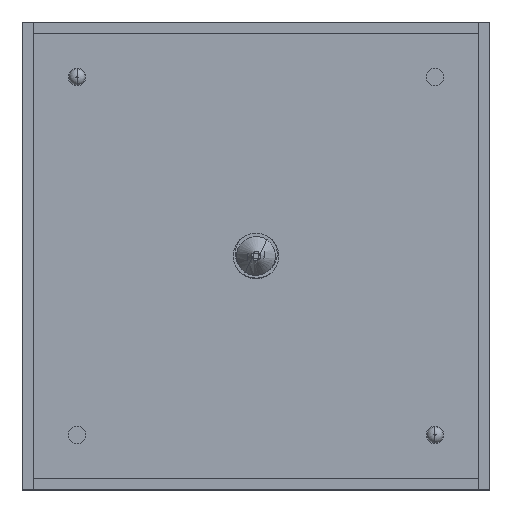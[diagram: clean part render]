
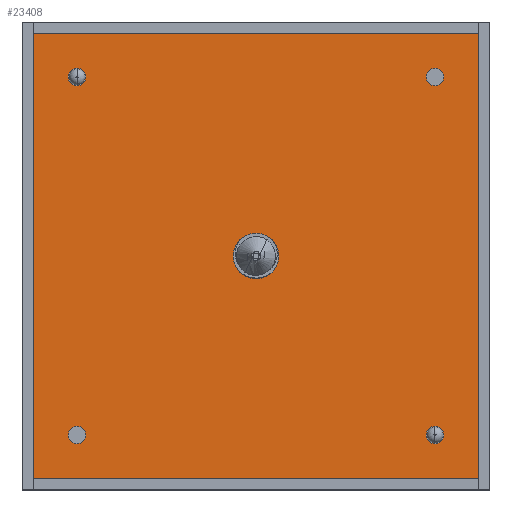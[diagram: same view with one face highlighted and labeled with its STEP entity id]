
A CAD part, front view. The second image highlights one B-rep face of the part: STEP entity #23408.
In plain terms, the highlighted planar face has unit normal (0, -1, 0).
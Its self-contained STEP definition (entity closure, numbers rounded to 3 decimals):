
#365 = AXIS2_PLACEMENT_3D ( 'NONE', #14979, #12718, #10145 ) ;
#609 = CARTESIAN_POINT ( 'NONE',  ( 51.001, 0., -48.501 ) ) ;
#693 = VERTEX_POINT ( 'NONE', #4327 ) ;
#872 = ORIENTED_EDGE ( 'NONE', *, *, #7030, .T. ) ;
#989 = VERTEX_POINT ( 'NONE', #609 ) ;
#998 = VERTEX_POINT ( 'NONE', #10815 ) ;
#1044 = EDGE_CURVE ( 'NONE', #14883, #17323, #12162, .T. ) ;
#1153 = DIRECTION ( 'NONE',  ( 0., 1., 0. ) ) ;
#1512 = AXIS2_PLACEMENT_3D ( 'NONE', #2557, #12728, #15682 ) ;
#1823 = PLANE ( 'NONE',  #33244 ) ;
#1844 = EDGE_CURVE ( 'NONE', #4511, #7746, #8927, .T. ) ;
#2192 = DIRECTION ( 'NONE',  ( 0., 0., 1. ) ) ;
#2504 = AXIS2_PLACEMENT_3D ( 'NONE', #17897, #28441, #4757 ) ;
#2557 = CARTESIAN_POINT ( 'NONE',  ( -51.001, 0., 51.001 ) ) ;
#2960 = ORIENTED_EDGE ( 'NONE', *, *, #7490, .F. ) ;
#3936 = VECTOR ( 'NONE', #16975, 1000. ) ;
#4036 = CARTESIAN_POINT ( 'NONE',  ( -51.001, 0., 48.501 ) ) ;
#4064 = CARTESIAN_POINT ( 'NONE',  ( 51.001, 0., 48.501 ) ) ;
#4156 = CIRCLE ( 'NONE', #2504, 6.5 ) ;
#4327 = CARTESIAN_POINT ( 'NONE',  ( 51.001, 0., -53.501 ) ) ;
#4511 = VERTEX_POINT ( 'NONE', #28802 ) ;
#4541 = AXIS2_PLACEMENT_3D ( 'NONE', #22058, #18155, #27938 ) ;
#4574 = DIRECTION ( 'NONE',  ( 0., 0., 1. ) ) ;
#4687 = EDGE_CURVE ( 'NONE', #693, #989, #9175, .T. ) ;
#4757 = DIRECTION ( 'NONE',  ( 0., 0., 1. ) ) ;
#4786 = CARTESIAN_POINT ( 'NONE',  ( -51.001, 0., -51.001 ) ) ;
#5112 = EDGE_CURVE ( 'NONE', #7175, #998, #4156, .T. ) ;
#5581 = CARTESIAN_POINT ( 'NONE',  ( 63.5, 0., 63.5 ) ) ;
#5809 = CARTESIAN_POINT ( 'NONE',  ( -63.5, 0., -63.5 ) ) ;
#6039 = CARTESIAN_POINT ( 'NONE',  ( -51.001, 0., 53.501 ) ) ;
#6125 = EDGE_LOOP ( 'NONE', ( #2960, #27806, #15354, #8730 ) ) ;
#6228 = DIRECTION ( 'NONE',  ( 0., 1., 0. ) ) ;
#6331 = DIRECTION ( 'NONE',  ( 0., 0., 1. ) ) ;
#6822 = FACE_BOUND ( 'NONE', #20303, .T. ) ;
#7030 = EDGE_CURVE ( 'NONE', #28892, #17457, #9495, .T. ) ;
#7063 = ORIENTED_EDGE ( 'NONE', *, *, #34044, .T. ) ;
#7175 = VERTEX_POINT ( 'NONE', #20321 ) ;
#7490 = EDGE_CURVE ( 'NONE', #18568, #14883, #19748, .T. ) ;
#7746 = VERTEX_POINT ( 'NONE', #29574 ) ;
#7994 = EDGE_CURVE ( 'NONE', #998, #7175, #14422, .T. ) ;
#8035 = CIRCLE ( 'NONE', #16863, 2.5 ) ;
#8189 = EDGE_LOOP ( 'NONE', ( #18055, #7063 ) ) ;
#8304 = CARTESIAN_POINT ( 'NONE',  ( 63.5, 0., -63.5 ) ) ;
#8415 = DIRECTION ( 'NONE',  ( 1., 0., 0. ) ) ;
#8730 = ORIENTED_EDGE ( 'NONE', *, *, #1044, .F. ) ;
#8811 = CARTESIAN_POINT ( 'NONE',  ( -51.001, 0., -51.001 ) ) ;
#8927 = CIRCLE ( 'NONE', #19426, 2.5 ) ;
#9175 = CIRCLE ( 'NONE', #365, 2.5 ) ;
#9495 = CIRCLE ( 'NONE', #4541, 2.5 ) ;
#9770 = FACE_BOUND ( 'NONE', #9794, .T. ) ;
#9794 = EDGE_LOOP ( 'NONE', ( #24493, #22436 ) ) ;
#9800 = DIRECTION ( 'NONE',  ( 0., 1., 0. ) ) ;
#9853 = DIRECTION ( 'NONE',  ( 0., 0., 1. ) ) ;
#9941 = EDGE_CURVE ( 'NONE', #7746, #4511, #30585, .T. ) ;
#10145 = DIRECTION ( 'NONE',  ( 0., 0., 1. ) ) ;
#10658 = AXIS2_PLACEMENT_3D ( 'NONE', #19741, #24757, #24408 ) ;
#10703 = ORIENTED_EDGE ( 'NONE', *, *, #33172, .T. ) ;
#10815 = CARTESIAN_POINT ( 'NONE',  ( 0., 0., -6.5 ) ) ;
#12112 = VERTEX_POINT ( 'NONE', #4064 ) ;
#12162 = LINE ( 'NONE', #17361, #29973 ) ;
#12175 = FACE_BOUND ( 'NONE', #14074, .T. ) ;
#12357 = CARTESIAN_POINT ( 'NONE',  ( 0., 0., 0. ) ) ;
#12718 = DIRECTION ( 'NONE',  ( 0., 1., 0. ) ) ;
#12728 = DIRECTION ( 'NONE',  ( 0., 1., 0. ) ) ;
#13261 = LINE ( 'NONE', #29337, #23961 ) ;
#13324 = VECTOR ( 'NONE', #14260, 1000. ) ;
#13701 = CARTESIAN_POINT ( 'NONE',  ( 63.5, 0., -63.5 ) ) ;
#13912 = CIRCLE ( 'NONE', #15566, 2.5 ) ;
#13989 = CARTESIAN_POINT ( 'NONE',  ( 51.001, 0., 53.501 ) ) ;
#14074 = EDGE_LOOP ( 'NONE', ( #10703, #22375 ) ) ;
#14252 = EDGE_CURVE ( 'NONE', #31873, #12112, #8035, .T. ) ;
#14260 = DIRECTION ( 'NONE',  ( 0., 0., 1. ) ) ;
#14422 = CIRCLE ( 'NONE', #28255, 6.5 ) ;
#14883 = VERTEX_POINT ( 'NONE', #8304 ) ;
#14979 = CARTESIAN_POINT ( 'NONE',  ( 51.001, 0., -51.001 ) ) ;
#15022 = ORIENTED_EDGE ( 'NONE', *, *, #20741, .T. ) ;
#15354 = ORIENTED_EDGE ( 'NONE', *, *, #23305, .F. ) ;
#15566 = AXIS2_PLACEMENT_3D ( 'NONE', #27249, #1153, #6331 ) ;
#15682 = DIRECTION ( 'NONE',  ( 0., 0., 1. ) ) ;
#15720 = CARTESIAN_POINT ( 'NONE',  ( -63.5, 0., 63.5 ) ) ;
#16863 = AXIS2_PLACEMENT_3D ( 'NONE', #17808, #28179, #9853 ) ;
#16975 = DIRECTION ( 'NONE',  ( 0., 0., -1. ) ) ;
#17094 = CARTESIAN_POINT ( 'NONE',  ( 0., 0., 0. ) ) ;
#17323 = VERTEX_POINT ( 'NONE', #24910 ) ;
#17361 = CARTESIAN_POINT ( 'NONE',  ( -63.5, 0., -63.5 ) ) ;
#17457 = VERTEX_POINT ( 'NONE', #6039 ) ;
#17785 = EDGE_CURVE ( 'NONE', #23822, #18568, #13261, .T. ) ;
#17808 = CARTESIAN_POINT ( 'NONE',  ( 51.001, 0., 51.001 ) ) ;
#17897 = CARTESIAN_POINT ( 'NONE',  ( 0., 0., 0. ) ) ;
#18055 = ORIENTED_EDGE ( 'NONE', *, *, #4687, .T. ) ;
#18155 = DIRECTION ( 'NONE',  ( 0., 1., 0. ) ) ;
#18568 = VERTEX_POINT ( 'NONE', #5581 ) ;
#19426 = AXIS2_PLACEMENT_3D ( 'NONE', #4786, #9800, #22945 ) ;
#19741 = CARTESIAN_POINT ( 'NONE',  ( 51.001, 0., -51.001 ) ) ;
#19748 = LINE ( 'NONE', #13701, #3936 ) ;
#20138 = FACE_BOUND ( 'NONE', #8189, .T. ) ;
#20301 = DIRECTION ( 'NONE',  ( -1., 0., 0. ) ) ;
#20303 = EDGE_LOOP ( 'NONE', ( #872, #15022 ) ) ;
#20321 = CARTESIAN_POINT ( 'NONE',  ( 0., 0., 6.5 ) ) ;
#20741 = EDGE_CURVE ( 'NONE', #17457, #28892, #30772, .T. ) ;
#22058 = CARTESIAN_POINT ( 'NONE',  ( -51.001, 0., 51.001 ) ) ;
#22375 = ORIENTED_EDGE ( 'NONE', *, *, #14252, .T. ) ;
#22436 = ORIENTED_EDGE ( 'NONE', *, *, #5112, .T. ) ;
#22909 = DIRECTION ( 'NONE',  ( 0., 1., 0. ) ) ;
#22945 = DIRECTION ( 'NONE',  ( 0., 0., 1. ) ) ;
#23305 = EDGE_CURVE ( 'NONE', #17323, #23822, #29999, .T. ) ;
#23408 = ADVANCED_FACE ( 'NONE', ( #25845, #9770, #6822, #12175, #20138, #28091 ), #1823, .F. ) ;
#23443 = EDGE_LOOP ( 'NONE', ( #25203, #24507 ) ) ;
#23822 = VERTEX_POINT ( 'NONE', #15720 ) ;
#23961 = VECTOR ( 'NONE', #8415, 1000. ) ;
#24408 = DIRECTION ( 'NONE',  ( 0., 0., 1. ) ) ;
#24493 = ORIENTED_EDGE ( 'NONE', *, *, #7994, .T. ) ;
#24507 = ORIENTED_EDGE ( 'NONE', *, *, #1844, .T. ) ;
#24757 = DIRECTION ( 'NONE',  ( 0., 1., 0. ) ) ;
#24891 = DIRECTION ( 'NONE',  ( 0., 0., 1. ) ) ;
#24910 = CARTESIAN_POINT ( 'NONE',  ( -63.5, 0., -63.5 ) ) ;
#25032 = CIRCLE ( 'NONE', #10658, 2.5 ) ;
#25203 = ORIENTED_EDGE ( 'NONE', *, *, #9941, .T. ) ;
#25845 = FACE_OUTER_BOUND ( 'NONE', #6125, .T. ) ;
#25876 = DIRECTION ( 'NONE',  ( 0., 1., 0. ) ) ;
#27249 = CARTESIAN_POINT ( 'NONE',  ( 51.001, 0., 51.001 ) ) ;
#27806 = ORIENTED_EDGE ( 'NONE', *, *, #17785, .F. ) ;
#27938 = DIRECTION ( 'NONE',  ( 0., 0., 1. ) ) ;
#28091 = FACE_BOUND ( 'NONE', #23443, .T. ) ;
#28179 = DIRECTION ( 'NONE',  ( 0., 1., 0. ) ) ;
#28255 = AXIS2_PLACEMENT_3D ( 'NONE', #17094, #25876, #2192 ) ;
#28364 = AXIS2_PLACEMENT_3D ( 'NONE', #8811, #6228, #24891 ) ;
#28441 = DIRECTION ( 'NONE',  ( 0., 1., 0. ) ) ;
#28802 = CARTESIAN_POINT ( 'NONE',  ( -51.001, 0., -48.501 ) ) ;
#28892 = VERTEX_POINT ( 'NONE', #4036 ) ;
#29337 = CARTESIAN_POINT ( 'NONE',  ( -63.5, 0., 63.5 ) ) ;
#29574 = CARTESIAN_POINT ( 'NONE',  ( -51.001, 0., -53.501 ) ) ;
#29973 = VECTOR ( 'NONE', #20301, 1000. ) ;
#29999 = LINE ( 'NONE', #5809, #13324 ) ;
#30585 = CIRCLE ( 'NONE', #28364, 2.5 ) ;
#30772 = CIRCLE ( 'NONE', #1512, 2.5 ) ;
#31873 = VERTEX_POINT ( 'NONE', #13989 ) ;
#33172 = EDGE_CURVE ( 'NONE', #12112, #31873, #13912, .T. ) ;
#33244 = AXIS2_PLACEMENT_3D ( 'NONE', #12357, #22909, #4574 ) ;
#34044 = EDGE_CURVE ( 'NONE', #989, #693, #25032, .T. ) ;
